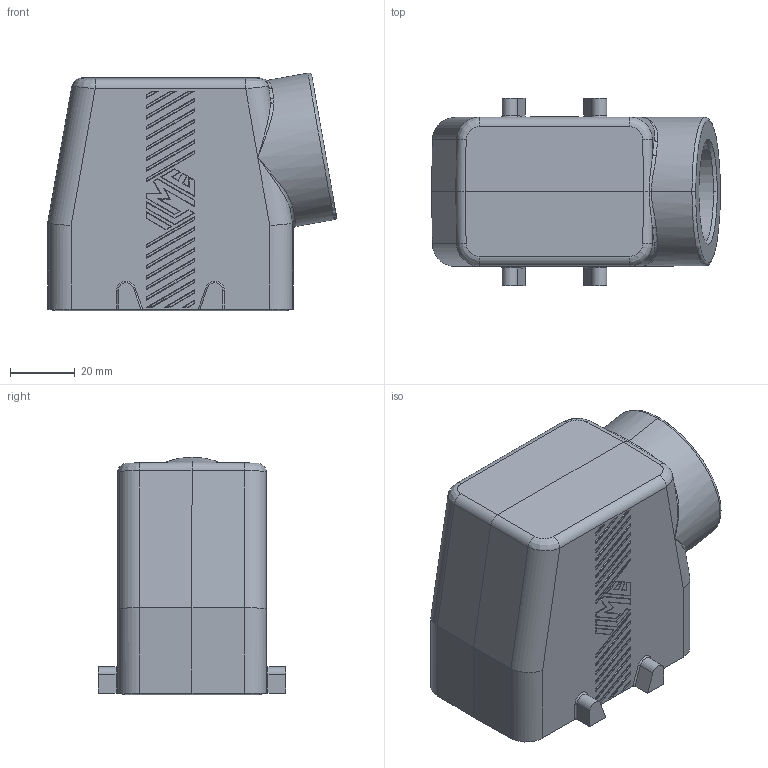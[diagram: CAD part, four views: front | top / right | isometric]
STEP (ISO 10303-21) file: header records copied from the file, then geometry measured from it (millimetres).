
FILE_DESCRIPTION(('Creo Elements/Direct Modeling STEP Export'),'2;1');
FILE_NAME('37jbk2e5h15kcep2644','2022-02-02T11:17:35',(''),(''),'Creo Elements/Direct Modeling STEP processor for AP214 (Solid Model)','Creo Elements/Direct Modeling 20.1B 02-Apr-2019 (C) Parametric Technology GmbH','');
FILE_SCHEMA(('AUTOMOTIVE_DESIGN { 1 0 10303 214 1 1 1 1 }'));
Length unit declared in the file: millimetre
Products named in the file (2): TMAO_10-32
Assembly tree (1 placements, depth 2):
  TMAO_10-32
    TMAO_10-32
Bounding box: 89.34 x 58 x 73.49 mm (x, y, z)
Volume: 111968.2 mm3; surface area: 38137.8 mm2
Topology: 1 solids, 1 shells, 422 faces, 1053 edges, 678 vertices
Faces by surface type: cylinder 255, plane 107, bspline 28, cone 26, torus 6
Entity records: 18114 total; most frequent: CARTESIAN_POINT 8154, ORIENTED_EDGE 2098, DIRECTION 1976, EDGE_CURVE 1049, AXIS2_PLACEMENT_3D 680, VERTEX_POINT 678, VECTOR 616, LINE 616
